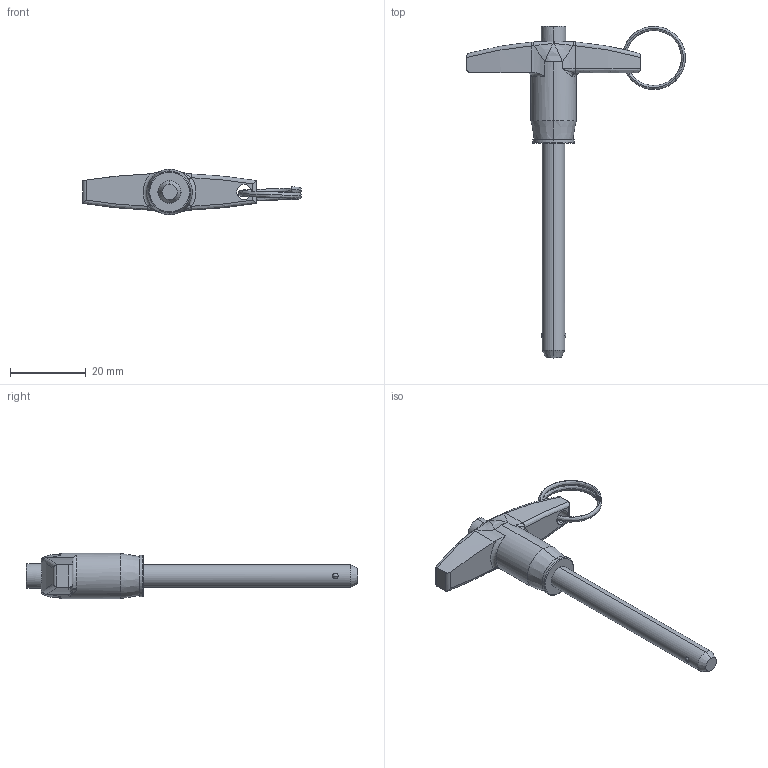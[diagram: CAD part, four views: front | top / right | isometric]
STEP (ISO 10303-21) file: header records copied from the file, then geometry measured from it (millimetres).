
FILE_DESCRIPTION (( 'STEP AP214' ), '1' );
FILE_NAME ('06506-T Handle 6mm Push Button Detent Pin 50MM.STEP', '2024-07-16T00:40:06', ( '' ), ( '' ), 'SwSTEP 2.0', 'SolidWorks 2024', '' );
FILE_SCHEMA (( 'AUTOMOTIVE_DESIGN' ));
Length unit declared in the file: millimetre
Products named in the file (5): Part5; T Handle; 06506-T Handle 6mm Push Button Detent Pin 50MM; Detent; Split Ring
Assembly tree (4 placements, depth 2):
  06506-T Handle 6mm Push Button Detent Pin 50MM
    Detent
    Part5
    T Handle
    Split Ring
Bounding box: 57.86 x 87.78 x 12 mm (x, y, z)
Volume: 5789.6 mm3; surface area: 4672.4 mm2
Topology: 4 solids, 4 shells, 96 faces, 220 edges, 129 vertices
Faces by surface type: bspline 40, cylinder 26, plane 13, torus 9, sphere 4, cone 4
Entity records: 4251 total; most frequent: CARTESIAN_POINT 2217, ORIENTED_EDGE 426, DIRECTION 348, EDGE_CURVE 213, AXIS2_PLACEMENT_3D 152, VERTEX_POINT 129, EDGE_LOOP 104, FACE_OUTER_BOUND 96
